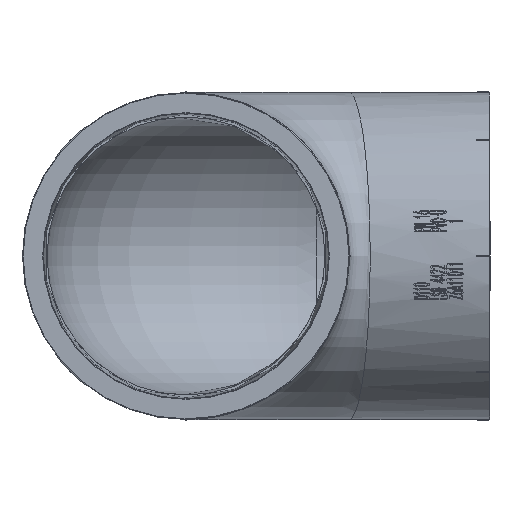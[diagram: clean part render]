
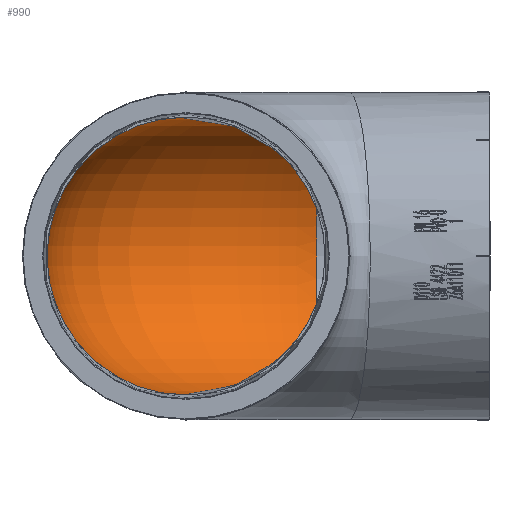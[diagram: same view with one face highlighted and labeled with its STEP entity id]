
A CAD part, left-side view. The second image highlights one B-rep face of the part: STEP entity #990.
In plain terms, the highlighted toroidal (fillet/blend) face has major radius 54.936 mm and minor radius 53.975 mm.
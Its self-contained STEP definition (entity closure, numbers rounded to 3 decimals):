
#659=TOROIDAL_SURFACE('',#5928,54.936,53.975);
#664=FACE_OUTER_BOUND('',#1688,.T.);
#990=ADVANCED_FACE('',(#664),#659,.F.);
#1688=EDGE_LOOP('',(#2340,#2341));
#2340=ORIENTED_EDGE('',*,*,#4581,.T.);
#2341=ORIENTED_EDGE('',*,*,#4578,.F.);
#4008=VERTEX_POINT('',#11224);
#4009=VERTEX_POINT('',#11225);
#4578=EDGE_CURVE('',#4008,#4009,#5397,.T.);
#4581=EDGE_CURVE('',#4008,#4009,#5398,.T.);
#5397=B_SPLINE_CURVE_WITH_KNOTS('',3,(#11178,#11179,#11180,#11181,#11182,
#11183,#11184,#11185,#11186,#11187,#11188,#11189,#11190,#11191,#11192,#11193,
#11194,#11195,#11196,#11197,#11198,#11199,#11200,#11201,#11202,#11203,#11204,
#11205,#11206,#11207,#11208,#11209,#11210,#11211,#11212,#11213,#11214,#11215,
#11216,#11217,#11218,#11219,#11220,#11221,#11222,#11223),.UNSPECIFIED.,
 .F.,.F.,(4,2,2,2,2,2,2,2,2,2,2,2,2,2,2,2,2,2,2,2,2,2,4),(0.,0.063,
0.094,0.125,0.156,0.188,
0.219,0.25,0.313,0.375,
0.438,0.5,0.563,0.625,
0.688,0.75,0.781,0.813,0.844,0.875,0.906,0.938,1.),
 .UNSPECIFIED.);
#5398=B_SPLINE_CURVE_WITH_KNOTS('',3,(#11230,#11231,#11232,#11233,#11234,
#11235,#11236,#11237,#11238,#11239,#11240,#11241,#11242,#11243,#11244,#11245,
#11246,#11247,#11248,#11249,#11250,#11251,#11252,#11253,#11254,#11255,#11256,
#11257,#11258,#11259,#11260,#11261,#11262,#11263,#11264,#11265,#11266,#11267,
#11268,#11269,#11270,#11271,#11272,#11273,#11274,#11275),.UNSPECIFIED.,
 .F.,.F.,(4,2,2,2,2,2,2,2,2,2,2,2,2,2,2,2,2,2,2,2,2,2,4),(0.,0.063,
0.094,0.125,0.156,0.188,0.219,
0.25,0.313,0.375,0.438,
0.5,0.563,0.625,0.688,
0.75,0.781,0.813,0.844,
0.875,0.906,0.938,1.),.UNSPECIFIED.);
#5928=AXIS2_PLACEMENT_3D('',#11279,#6257,#6258);
#6257=DIRECTION('',(0.,0.,1.));
#6258=DIRECTION('',(1.,0.,0.));
#11178=CARTESIAN_POINT('',(46.548,376.548,52.864));
#11179=CARTESIAN_POINT('',(48.56,372.072,53.223));
#11180=CARTESIAN_POINT('',(50.387,367.466,53.438));
#11181=CARTESIAN_POINT('',(52.907,360.487,53.634));
#11182=CARTESIAN_POINT('',(53.713,358.147,53.679));
#11183=CARTESIAN_POINT('',(55.339,353.473,53.732));
#11184=CARTESIAN_POINT('',(56.151,351.132,53.742));
#11185=CARTESIAN_POINT('',(58.066,346.571,53.705));
#11186=CARTESIAN_POINT('',(59.181,344.323,53.663));
#11187=CARTESIAN_POINT('',(62.373,340.59,53.347));
#11188=CARTESIAN_POINT('',(64.496,339.221,53.046));
#11189=CARTESIAN_POINT('',(68.975,337.427,52.056));
#11190=CARTESIAN_POINT('',(71.31,336.9,51.38));
#11191=CARTESIAN_POINT('',(75.845,336.092,49.715));
#11192=CARTESIAN_POINT('',(78.05,335.823,48.731));
#11193=CARTESIAN_POINT('',(84.452,335.166,45.342));
#11194=CARTESIAN_POINT('',(88.492,334.931,42.445));
#11195=CARTESIAN_POINT('',(95.546,334.575,35.76));
#11196=CARTESIAN_POINT('',(98.629,334.462,31.926));
#11197=CARTESIAN_POINT('',(103.665,334.293,23.538));
#11198=CARTESIAN_POINT('',(105.579,334.241,19.078));
#11199=CARTESIAN_POINT('',(108.192,334.17,9.621));
#11200=CARTESIAN_POINT('',(108.84,334.154,4.769));
#11201=CARTESIAN_POINT('',(108.822,334.155,-4.969));
#11202=CARTESIAN_POINT('',(108.139,334.171,-9.886));
#11203=CARTESIAN_POINT('',(105.515,334.242,-19.233));
#11204=CARTESIAN_POINT('',(103.549,334.297,-23.782));
#11205=CARTESIAN_POINT('',(98.435,334.469,-32.194));
#11206=CARTESIAN_POINT('',(95.368,334.582,-35.964));
#11207=CARTESIAN_POINT('',(88.238,334.946,-42.648));
#11208=CARTESIAN_POINT('',(84.218,335.182,-45.495));
#11209=CARTESIAN_POINT('',(77.77,335.856,-48.863));
#11210=CARTESIAN_POINT('',(75.521,336.138,-49.849));
#11211=CARTESIAN_POINT('',(70.973,336.975,-51.485));
#11212=CARTESIAN_POINT('',(68.663,337.513,-52.138));
#11213=CARTESIAN_POINT('',(64.189,339.389,-53.098));
#11214=CARTESIAN_POINT('',(62.114,340.815,-53.38));
#11215=CARTESIAN_POINT('',(59.017,344.603,-53.672));
#11216=CARTESIAN_POINT('',(57.931,346.86,-53.709));
#11217=CARTESIAN_POINT('',(56.063,351.378,-53.742));
#11218=CARTESIAN_POINT('',(55.262,353.693,-53.73));
#11219=CARTESIAN_POINT('',(53.653,358.32,-53.676));
#11220=CARTESIAN_POINT('',(52.855,360.635,-53.631));
#11221=CARTESIAN_POINT('',(50.357,367.541,-53.435));
#11222=CARTESIAN_POINT('',(48.547,372.102,-53.221));
#11223=CARTESIAN_POINT('',(46.548,376.548,-52.864));
#11224=CARTESIAN_POINT('',(46.548,376.548,52.864));
#11225=CARTESIAN_POINT('',(46.548,376.548,-52.864));
#11230=CARTESIAN_POINT('',(46.548,376.548,52.864));
#11231=CARTESIAN_POINT('',(42.068,378.562,53.224));
#11232=CARTESIAN_POINT('',(37.503,380.372,53.436));
#11233=CARTESIAN_POINT('',(30.568,382.879,53.632));
#11234=CARTESIAN_POINT('',(28.242,383.68,53.677));
#11235=CARTESIAN_POINT('',(23.594,385.296,53.731));
#11236=CARTESIAN_POINT('',(21.27,386.102,53.742));
#11237=CARTESIAN_POINT('',(16.73,387.991,53.707));
#11238=CARTESIAN_POINT('',(14.476,389.09,53.668));
#11239=CARTESIAN_POINT('',(10.709,392.234,53.365));
#11240=CARTESIAN_POINT('',(9.312,394.327,53.075));
#11241=CARTESIAN_POINT('',(7.471,398.813,52.099));
#11242=CARTESIAN_POINT('',(6.943,401.114,51.442));
#11243=CARTESIAN_POINT('',(6.115,405.679,49.785));
#11244=CARTESIAN_POINT('',(5.839,407.908,48.799));
#11245=CARTESIAN_POINT('',(5.173,414.344,45.414));
#11246=CARTESIAN_POINT('',(4.938,418.383,42.533));
#11247=CARTESIAN_POINT('',(4.578,425.472,35.846));
#11248=CARTESIAN_POINT('',(4.465,428.567,32.01));
#11249=CARTESIAN_POINT('',(4.295,433.62,23.63));
#11250=CARTESIAN_POINT('',(4.241,435.545,19.171));
#11251=CARTESIAN_POINT('',(4.17,438.177,9.708));
#11252=CARTESIAN_POINT('',(4.155,438.833,4.86));
#11253=CARTESIAN_POINT('',(4.155,438.83,-4.887));
#11254=CARTESIAN_POINT('',(4.171,438.154,-9.805));
#11255=CARTESIAN_POINT('',(4.242,435.543,-19.161));
#11256=CARTESIAN_POINT('',(4.296,433.567,-23.732));
#11257=CARTESIAN_POINT('',(4.466,428.534,-32.051));
#11258=CARTESIAN_POINT('',(4.58,425.432,-35.893));
#11259=CARTESIAN_POINT('',(4.941,418.318,-42.585));
#11260=CARTESIAN_POINT('',(5.17,414.369,-45.404));
#11261=CARTESIAN_POINT('',(5.844,407.862,-48.822));
#11262=CARTESIAN_POINT('',(6.123,405.625,-49.806));
#11263=CARTESIAN_POINT('',(6.951,401.079,-51.452));
#11264=CARTESIAN_POINT('',(7.492,398.744,-52.116));
#11265=CARTESIAN_POINT('',(9.332,394.296,-53.08));
#11266=CARTESIAN_POINT('',(10.737,392.2,-53.369));
#11267=CARTESIAN_POINT('',(14.522,389.062,-53.67));
#11268=CARTESIAN_POINT('',(16.753,387.98,-53.708));
#11269=CARTESIAN_POINT('',(21.293,386.094,-53.742));
#11270=CARTESIAN_POINT('',(23.615,385.289,-53.731));
#11271=CARTESIAN_POINT('',(28.256,383.675,-53.677));
#11272=CARTESIAN_POINT('',(30.578,382.875,-53.632));
#11273=CARTESIAN_POINT('',(37.506,380.371,-53.436));
#11274=CARTESIAN_POINT('',(42.075,378.559,-53.223));
#11275=CARTESIAN_POINT('',(46.548,376.548,-52.864));
#11279=CARTESIAN_POINT('',(0.,330.,0.));
